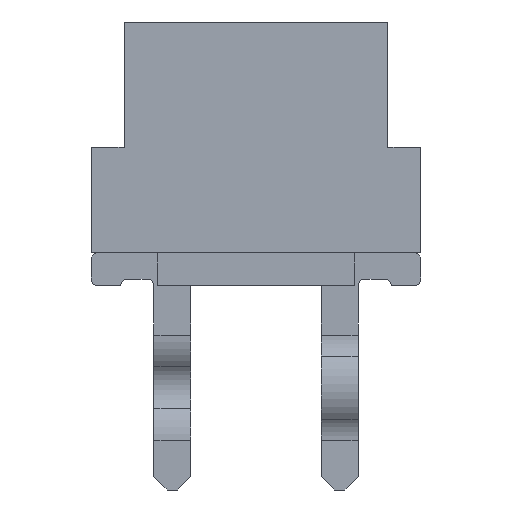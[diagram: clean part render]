
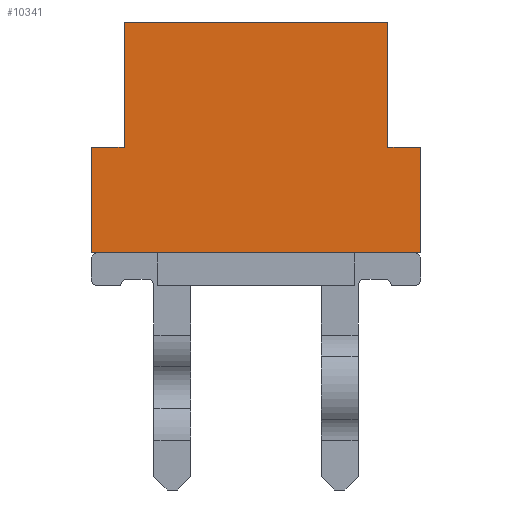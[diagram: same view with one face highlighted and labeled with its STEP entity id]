
A CAD part, front view. The second image highlights one B-rep face of the part: STEP entity #10341.
In plain terms, the highlighted face is planar.
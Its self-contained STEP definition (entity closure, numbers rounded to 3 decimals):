
#287=LINE('',#13749,#1229);
#422=LINE('',#14042,#1364);
#446=LINE('',#14099,#1388);
#483=LINE('',#14179,#1425);
#486=LINE('',#14184,#1428);
#488=LINE('',#14187,#1430);
#619=LINE('',#14450,#1561);
#624=LINE('',#14459,#1566);
#1229=VECTOR('',#11521,1000.);
#1364=VECTOR('',#11726,1000.);
#1388=VECTOR('',#11772,1000.);
#1425=VECTOR('',#11829,1000.);
#1428=VECTOR('',#11834,1000.);
#1430=VECTOR('',#11838,1000.);
#1561=VECTOR('',#12097,1000.);
#1566=VECTOR('',#12108,1000.);
#2806=ORIENTED_EDGE('',*,*,#4489,.T.);
#2807=ORIENTED_EDGE('',*,*,#4632,.F.);
#2808=ORIENTED_EDGE('',*,*,#4848,.F.);
#2809=ORIENTED_EDGE('',*,*,#4708,.F.);
#2810=ORIENTED_EDGE('',*,*,#4703,.F.);
#2811=ORIENTED_EDGE('',*,*,#4706,.T.);
#2812=ORIENTED_EDGE('',*,*,#4843,.F.);
#2813=ORIENTED_EDGE('',*,*,#4662,.T.);
#4489=EDGE_CURVE('',#5596,#5595,#287,.T.);
#4632=EDGE_CURVE('',#5718,#5595,#422,.T.);
#4662=EDGE_CURVE('',#5741,#5596,#446,.T.);
#4703=EDGE_CURVE('',#5773,#5763,#483,.T.);
#4706=EDGE_CURVE('',#5773,#5774,#486,.T.);
#4708=EDGE_CURVE('',#5763,#5775,#488,.T.);
#4843=EDGE_CURVE('',#5741,#5774,#619,.T.);
#4848=EDGE_CURVE('',#5775,#5718,#624,.T.);
#5595=VERTEX_POINT('',#13748);
#5596=VERTEX_POINT('',#13750);
#5718=VERTEX_POINT('',#14041);
#5741=VERTEX_POINT('',#14100);
#5763=VERTEX_POINT('',#14158);
#5773=VERTEX_POINT('',#14178);
#5774=VERTEX_POINT('',#14183);
#5775=VERTEX_POINT('',#14188);
#6472=EDGE_LOOP('',(#2806,#2807,#2808,#2809,#2810,#2811,#2812,#2813));
#6878=FACE_BOUND('',#6472,.T.);
#7275=PLANE('',#10805);
#10341=ADVANCED_FACE('',(#6878),#7275,.F.);
#10805=AXIS2_PLACEMENT_3D('',#14458,#12106,#12107);
#11521=DIRECTION('',(0.,1.,0.));
#11726=DIRECTION('',(0.,0.,-1.));
#11772=DIRECTION('',(0.,0.,-1.));
#11829=DIRECTION('',(0.,1.,0.));
#11834=DIRECTION('',(0.,0.,-1.));
#11838=DIRECTION('',(0.,0.,-1.));
#12097=DIRECTION('',(0.,1.,0.));
#12106=DIRECTION('',(-1.,0.,0.));
#12107=DIRECTION('',(0.,0.,1.));
#12108=DIRECTION('',(0.,1.,0.));
#13748=CARTESIAN_POINT('',(4.84,2.5,0.));
#13749=CARTESIAN_POINT('',(4.84,-2.5,0.));
#13750=CARTESIAN_POINT('',(4.84,-2.5,0.));
#14041=CARTESIAN_POINT('',(4.84,2.5,1.6));
#14042=CARTESIAN_POINT('',(4.84,2.5,1.6));
#14099=CARTESIAN_POINT('',(4.84,-2.5,1.6));
#14100=CARTESIAN_POINT('',(4.84,-2.5,1.6));
#14158=CARTESIAN_POINT('',(4.84,2.,3.5));
#14178=CARTESIAN_POINT('',(4.84,-2.,3.5));
#14179=CARTESIAN_POINT('',(4.84,-2.,3.5));
#14183=CARTESIAN_POINT('',(4.84,-2.,1.6));
#14184=CARTESIAN_POINT('',(4.84,-2.,3.5));
#14187=CARTESIAN_POINT('',(4.84,2.,3.5));
#14188=CARTESIAN_POINT('',(4.84,2.,1.6));
#14450=CARTESIAN_POINT('',(4.84,-2.5,1.6));
#14458=CARTESIAN_POINT('',(4.84,-2.5,1.6));
#14459=CARTESIAN_POINT('',(4.84,-2.5,1.6));
